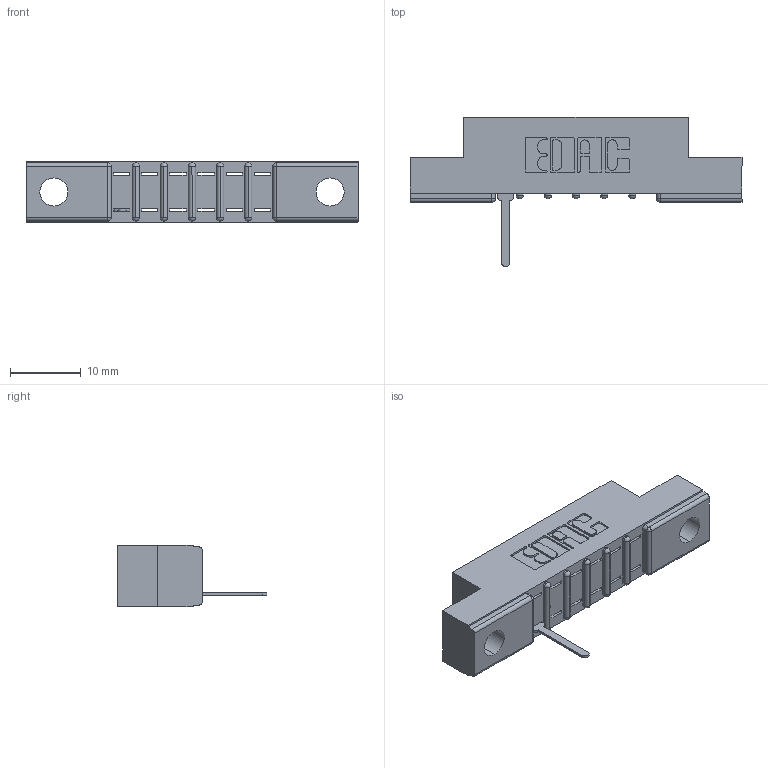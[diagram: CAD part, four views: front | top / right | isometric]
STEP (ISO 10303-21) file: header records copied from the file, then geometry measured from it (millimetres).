
FILE_DESCRIPTION (( 'STEP AP203' ), '1' );
FILE_NAME ('307-006-527-102.STEP', '2018-08-02T18:48:26', ( '' ), ( '' ), 'SwSTEP 2.0', 'SolidWorks 2016', '' );
FILE_SCHEMA (( 'CONFIG_CONTROL_DESIGN' ));
Length unit declared in the file: inch
Products named in the file (3): 307 Part_.128 Dia Mounting Holes; 307-290-001_527; 307-006-527-102
Assembly tree (2 placements, depth 2):
  307-006-527-102
    307 Part_.128 Dia Mounting Holes
    307-290-001_527
Bounding box: 46.79 x 21.11 x 8.71 mm (x, y, z)
Volume: 2834.1 mm3; surface area: 3188.6 mm2
Topology: 2 solids, 2 shells, 281 faces, 805 edges, 514 vertices
Faces by surface type: plane 167, cylinder 100, sphere 14
Entity records: 9392 total; most frequent: CARTESIAN_POINT 1591, ORIENTED_EDGE 1582, DIRECTION 1563, EDGE_CURVE 791, VECTOR 591, LINE 591, VERTEX_POINT 514, AXIS2_PLACEMENT_3D 486
